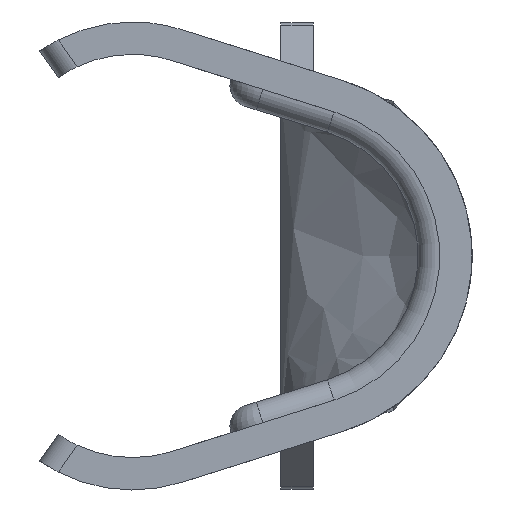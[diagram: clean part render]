
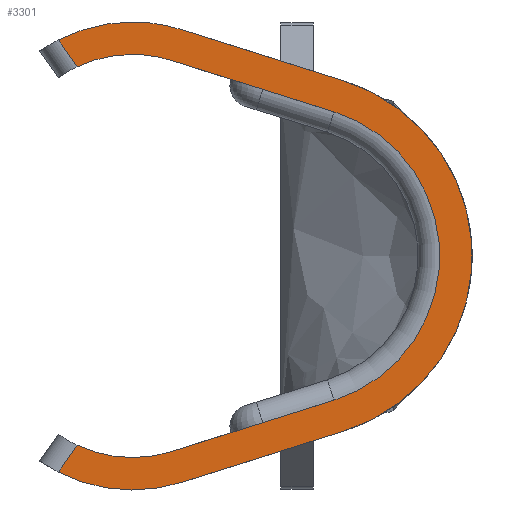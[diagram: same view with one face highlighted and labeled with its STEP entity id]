
A CAD part, left-side view. The second image highlights one B-rep face of the part: STEP entity #3301.
In plain terms, the highlighted planar face has unit normal (-1, 0, 0).
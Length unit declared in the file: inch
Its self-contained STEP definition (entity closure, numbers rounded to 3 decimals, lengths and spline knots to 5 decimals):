
#32 = DIRECTION ( 'NONE',  ( 0., 0., 1. ) ) ;
#146 = VECTOR ( 'NONE', #2309, 39.37008 ) ;
#225 = CARTESIAN_POINT ( 'NONE',  ( -0.601, -0.01912, -0.13351 ) ) ;
#269 = DIRECTION ( 'NONE',  ( -1., 0., 0. ) ) ;
#408 = AXIS2_PLACEMENT_3D ( 'NONE', #6868, #842, #3522 ) ;
#508 = DIRECTION ( 'NONE',  ( 1., 0., 0. ) ) ;
#681 = CIRCLE ( 'NONE', #5595, 0.15 ) ;
#689 = CIRCLE ( 'NONE', #5609, 0.15 ) ;
#746 = DIRECTION ( 'NONE',  ( 0., 0., 1. ) ) ;
#811 = EDGE_CURVE ( 'NONE', #3828, #3044, #1756, .T. ) ;
#842 = DIRECTION ( 'NONE',  ( 1., 0., 0. ) ) ;
#893 = ORIENTED_EDGE ( 'NONE', *, *, #4994, .F. ) ;
#961 = CARTESIAN_POINT ( 'NONE',  ( -0.601, 0.21849, 0.17505 ) ) ;
#984 = CIRCLE ( 'NONE', #2102, 0.12 ) ;
#1162 = DIRECTION ( 'NONE',  ( -1., 0., 0. ) ) ;
#1219 = CARTESIAN_POINT ( 'NONE',  ( -0.601, 0.16732, 0.0665 ) ) ;
#1399 = DIRECTION ( 'NONE',  ( 0., -0.954, 0.301 ) ) ;
#1441 = VERTEX_POINT ( 'NONE', #5877 ) ;
#1446 = CARTESIAN_POINT ( 'NONE',  ( -0.601, -0.01912, 0.13351 ) ) ;
#1641 = ORIENTED_EDGE ( 'NONE', *, *, #7537, .F. ) ;
#1695 = LINE ( 'NONE', #3702, #2887 ) ;
#1756 = CIRCLE ( 'NONE', #5540, 0.14 ) ;
#1812 = CARTESIAN_POINT ( 'NONE',  ( -0.601, 0.023, 0. ) ) ;
#1905 = CARTESIAN_POINT ( 'NONE',  ( -0.601, 0.21849, -0.17505 ) ) ;
#1966 = VERTEX_POINT ( 'NONE', #2347 ) ;
#1968 = CARTESIAN_POINT ( 'NONE',  ( -0.601, 0.16732, 0.2165 ) ) ;
#1998 = EDGE_CURVE ( 'NONE', #5193, #5067, #1695, .T. ) ;
#2102 = AXIS2_PLACEMENT_3D ( 'NONE', #1219, #3890, #6588 ) ;
#2134 = CARTESIAN_POINT ( 'NONE',  ( -0.601, 0.23658, -0.20105 ) ) ;
#2185 = CARTESIAN_POINT ( 'NONE',  ( -0.601, 0.21945, 0.17642 ) ) ;
#2309 = DIRECTION ( 'NONE',  ( 0., 0.954, 0.301 ) ) ;
#2347 = CARTESIAN_POINT ( 'NONE',  ( -0.601, 0.16732, 0.1865 ) ) ;
#2373 = CIRCLE ( 'NONE', #3497, 0.12 ) ;
#2563 = CARTESIAN_POINT ( 'NONE',  ( -0.601, 0.16732, 0.0665 ) ) ;
#2734 = LINE ( 'NONE', #5408, #3893 ) ;
#2887 = VECTOR ( 'NONE', #6397, 39.37008 ) ;
#2933 = VECTOR ( 'NONE', #4806, 39.37008 ) ;
#2951 = DIRECTION ( 'NONE',  ( 0., 0., -1. ) ) ;
#3044 = VERTEX_POINT ( 'NONE', #1446 ) ;
#3175 = ORIENTED_EDGE ( 'NONE', *, *, #4887, .F. ) ;
#3188 = DIRECTION ( 'NONE',  ( 0., 0., -1. ) ) ;
#3301 = ADVANCED_FACE ( 'NONE', ( #5906 ), #8605, .T. ) ;
#3315 = VERTEX_POINT ( 'NONE', #1905 ) ;
#3368 = CARTESIAN_POINT ( 'NONE',  ( -0.601, 0.16732, 0.0665 ) ) ;
#3413 = ORIENTED_EDGE ( 'NONE', *, *, #4196, .T. ) ;
#3497 = AXIS2_PLACEMENT_3D ( 'NONE', #7196, #1162, #3837 ) ;
#3521 = EDGE_CURVE ( 'NONE', #7617, #1441, #2734, .T. ) ;
#3522 = DIRECTION ( 'NONE',  ( 0., 0., -1. ) ) ;
#3702 = CARTESIAN_POINT ( 'NONE',  ( -0.601, -0.02814, 0.16212 ) ) ;
#3790 = AXIS2_PLACEMENT_3D ( 'NONE', #6292, #269, #2951 ) ;
#3828 = VERTEX_POINT ( 'NONE', #225 ) ;
#3837 = DIRECTION ( 'NONE',  ( 0., 0., 1. ) ) ;
#3867 = ORIENTED_EDGE ( 'NONE', *, *, #6729, .F. ) ;
#3890 = DIRECTION ( 'NONE',  ( -1., 0., 0. ) ) ;
#3893 = VECTOR ( 'NONE', #8113, 39.37008 ) ;
#3918 = ORIENTED_EDGE ( 'NONE', *, *, #4304, .T. ) ;
#4035 = VECTOR ( 'NONE', #4853, 39.37008 ) ;
#4080 = CARTESIAN_POINT ( 'NONE',  ( -0.601, 0.16732, 0.0665 ) ) ;
#4119 = EDGE_CURVE ( 'NONE', #7052, #7331, #681, .T. ) ;
#4183 = CIRCLE ( 'NONE', #408, 0.17 ) ;
#4196 = EDGE_CURVE ( 'NONE', #3315, #7676, #8177, .T. ) ;
#4304 = EDGE_CURVE ( 'NONE', #7052, #6923, #8224, .T. ) ;
#4406 = ORIENTED_EDGE ( 'NONE', *, *, #1998, .F. ) ;
#4481 = DIRECTION ( 'NONE',  ( -1., 0., 0. ) ) ;
#4485 = ORIENTED_EDGE ( 'NONE', *, *, #4119, .F. ) ;
#4600 = AXIS2_PLACEMENT_3D ( 'NONE', #4080, #6777, #746 ) ;
#4725 = LINE ( 'NONE', #7434, #6884 ) ;
#4806 = DIRECTION ( 'NONE',  ( 0., 0.571, -0.821 ) ) ;
#4853 = DIRECTION ( 'NONE',  ( 0., -0.571, -0.821 ) ) ;
#4887 = EDGE_CURVE ( 'NONE', #7331, #5193, #8425, .T. ) ;
#4993 = ORIENTED_EDGE ( 'NONE', *, *, #7233, .F. ) ;
#4994 = EDGE_CURVE ( 'NONE', #5067, #7617, #4183, .T. ) ;
#5067 = VERTEX_POINT ( 'NONE', #8502 ) ;
#5193 = VERTEX_POINT ( 'NONE', #6597 ) ;
#5232 = DIRECTION ( 'NONE',  ( -1., 0., 0. ) ) ;
#5372 = VERTEX_POINT ( 'NONE', #7573 ) ;
#5408 = CARTESIAN_POINT ( 'NONE',  ( -0.601, -0.02814, -0.16212 ) ) ;
#5416 = ORIENTED_EDGE ( 'NONE', *, *, #6153, .F. ) ;
#5540 = AXIS2_PLACEMENT_3D ( 'NONE', #1812, #4481, #7183 ) ;
#5595 = AXIS2_PLACEMENT_3D ( 'NONE', #3368, #6055, #32 ) ;
#5609 = AXIS2_PLACEMENT_3D ( 'NONE', #6533, #508, #3188 ) ;
#5655 = LINE ( 'NONE', #8355, #146 ) ;
#5669 = CARTESIAN_POINT ( 'NONE',  ( -0.601, 0.13122, -0.18094 ) ) ;
#5771 = EDGE_LOOP ( 'NONE', ( #4485, #3918, #8709, #4993, #1641, #7078, #3867, #8033, #3413, #5416, #8358, #893, #4406, #3175 ) ) ;
#5804 = EDGE_CURVE ( 'NONE', #1966, #6923, #2373, .T. ) ;
#5877 = CARTESIAN_POINT ( 'NONE',  ( -0.601, 0.1222, -0.20955 ) ) ;
#5906 = FACE_OUTER_BOUND ( 'NONE', #5771, .T. ) ;
#6055 = DIRECTION ( 'NONE',  ( 1., 0., 0. ) ) ;
#6153 = EDGE_CURVE ( 'NONE', #1441, #7676, #689, .T. ) ;
#6292 = CARTESIAN_POINT ( 'NONE',  ( -0.601, 0.16732, -0.0665 ) ) ;
#6397 = DIRECTION ( 'NONE',  ( 0., -0.954, -0.301 ) ) ;
#6533 = CARTESIAN_POINT ( 'NONE',  ( -0.601, 0.16732, -0.0665 ) ) ;
#6588 = DIRECTION ( 'NONE',  ( 0., 0., 1. ) ) ;
#6597 = CARTESIAN_POINT ( 'NONE',  ( -0.601, 0.1222, 0.20955 ) ) ;
#6729 = EDGE_CURVE ( 'NONE', #7978, #3828, #4725, .T. ) ;
#6777 = DIRECTION ( 'NONE',  ( 1., 0., 0. ) ) ;
#6868 = CARTESIAN_POINT ( 'NONE',  ( -0.601, 0.023, 0. ) ) ;
#6884 = VECTOR ( 'NONE', #1399, 39.37008 ) ;
#6923 = VERTEX_POINT ( 'NONE', #961 ) ;
#7052 = VERTEX_POINT ( 'NONE', #8407 ) ;
#7078 = ORIENTED_EDGE ( 'NONE', *, *, #811, .F. ) ;
#7183 = DIRECTION ( 'NONE',  ( 0., 0., -1. ) ) ;
#7196 = CARTESIAN_POINT ( 'NONE',  ( -0.601, 0.16732, 0.0665 ) ) ;
#7233 = EDGE_CURVE ( 'NONE', #5372, #1966, #984, .T. ) ;
#7331 = VERTEX_POINT ( 'NONE', #1968 ) ;
#7425 = AXIS2_PLACEMENT_3D ( 'NONE', #2563, #5232, #7939 ) ;
#7434 = CARTESIAN_POINT ( 'NONE',  ( -0.601, -0.01912, -0.13351 ) ) ;
#7537 = EDGE_CURVE ( 'NONE', #3044, #5372, #5655, .T. ) ;
#7573 = CARTESIAN_POINT ( 'NONE',  ( -0.601, 0.13122, 0.18094 ) ) ;
#7602 = CIRCLE ( 'NONE', #3790, 0.12 ) ;
#7617 = VERTEX_POINT ( 'NONE', #8042 ) ;
#7676 = VERTEX_POINT ( 'NONE', #8083 ) ;
#7922 = EDGE_CURVE ( 'NONE', #3315, #7978, #7602, .T. ) ;
#7939 = DIRECTION ( 'NONE',  ( 0., 0., 1. ) ) ;
#7978 = VERTEX_POINT ( 'NONE', #5669 ) ;
#8033 = ORIENTED_EDGE ( 'NONE', *, *, #7922, .F. ) ;
#8042 = CARTESIAN_POINT ( 'NONE',  ( -0.601, -0.02814, -0.16212 ) ) ;
#8083 = CARTESIAN_POINT ( 'NONE',  ( -0.601, 0.23582, -0.19995 ) ) ;
#8113 = DIRECTION ( 'NONE',  ( 0., 0.954, -0.301 ) ) ;
#8177 = LINE ( 'NONE', #2134, #2933 ) ;
#8224 = LINE ( 'NONE', #2185, #4035 ) ;
#8355 = CARTESIAN_POINT ( 'NONE',  ( -0.601, -0.01912, 0.13351 ) ) ;
#8358 = ORIENTED_EDGE ( 'NONE', *, *, #3521, .F. ) ;
#8407 = CARTESIAN_POINT ( 'NONE',  ( -0.601, 0.23582, 0.19995 ) ) ;
#8425 = CIRCLE ( 'NONE', #4600, 0.15 ) ;
#8502 = CARTESIAN_POINT ( 'NONE',  ( -0.601, -0.02814, 0.16212 ) ) ;
#8605 = PLANE ( 'NONE',  #7425 ) ;
#8709 = ORIENTED_EDGE ( 'NONE', *, *, #5804, .F. ) ;
